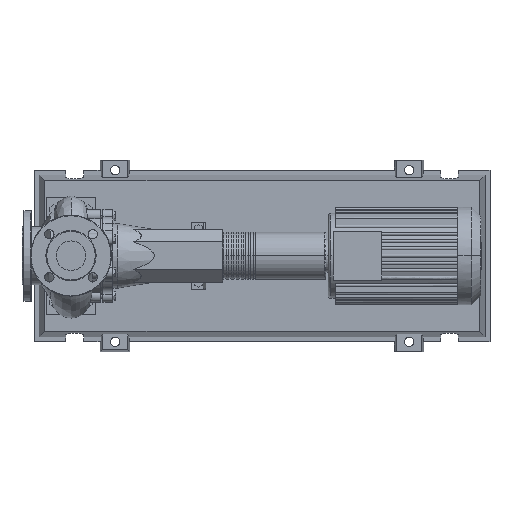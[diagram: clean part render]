
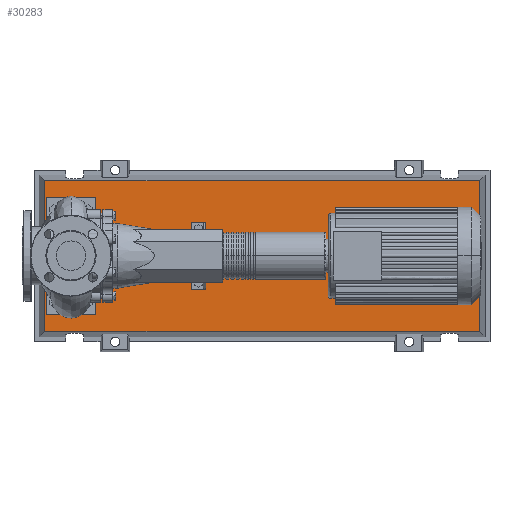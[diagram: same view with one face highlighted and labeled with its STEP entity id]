
A CAD part, top view. The second image highlights one B-rep face of the part: STEP entity #30283.
In plain terms, the highlighted planar face has unit normal (0, 0, 1).
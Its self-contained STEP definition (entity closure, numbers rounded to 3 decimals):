
#29964=CARTESIAN_POINT('',(833.292,-153.292,83.0));
#29965=VERTEX_POINT('',#29964);
#29972=CARTESIAN_POINT('',(-53.292,-153.292,83.0));
#29973=VERTEX_POINT('',#29972);
#29974=CARTESIAN_POINT('',(833.292,-153.292,83.0));
#29975=DIRECTION('',(-1.0,0.0,0.0));
#29976=VECTOR('',#29975,886.584);
#29977=LINE('',#29974,#29976);
#29978=EDGE_CURVE('',#29965,#29973,#29977,.T.);
#30196=CARTESIAN_POINT('',(833.292,153.292,83.0));
#30197=VERTEX_POINT('',#30196);
#30198=CARTESIAN_POINT('',(833.292,153.292,83.0));
#30199=DIRECTION('',(0.0,-1.0,0.0));
#30200=VECTOR('',#30199,306.584);
#30201=LINE('',#30198,#30200);
#30202=EDGE_CURVE('',#30197,#29965,#30201,.T.);
#30220=CARTESIAN_POINT('',(-53.292,153.292,83.0));
#30221=VERTEX_POINT('',#30220);
#30222=CARTESIAN_POINT('',(-53.292,-153.292,83.0));
#30223=DIRECTION('',(0.0,1.0,0.0));
#30224=VECTOR('',#30223,306.584);
#30225=LINE('',#30222,#30224);
#30226=EDGE_CURVE('',#29973,#30221,#30225,.T.);
#30259=CARTESIAN_POINT('',(-53.292,153.292,83.0));
#30260=DIRECTION('',(1.0,0.0,0.0));
#30261=VECTOR('',#30260,886.584);
#30262=LINE('',#30259,#30261);
#30263=EDGE_CURVE('',#30221,#30197,#30262,.T.);
#30272=CARTESIAN_POINT('',(390.,0.,83.0));
#30273=DIRECTION('',(0.0,0.0,1.0));
#30274=DIRECTION('',(1.0,0.0,0.0));
#30275=AXIS2_PLACEMENT_3D('',#30272,#30273,#30274);
#30276=PLANE('',#30275);
#30277=ORIENTED_EDGE('',*,*,#30202,.F.);
#30278=ORIENTED_EDGE('',*,*,#30263,.F.);
#30279=ORIENTED_EDGE('',*,*,#30226,.F.);
#30280=ORIENTED_EDGE('',*,*,#29978,.F.);
#30281=EDGE_LOOP('',(#30277,#30278,#30279,#30280));
#30282=FACE_OUTER_BOUND('',#30281,.T.);
#30283=ADVANCED_FACE('',(#30282),#30276,.T.);
